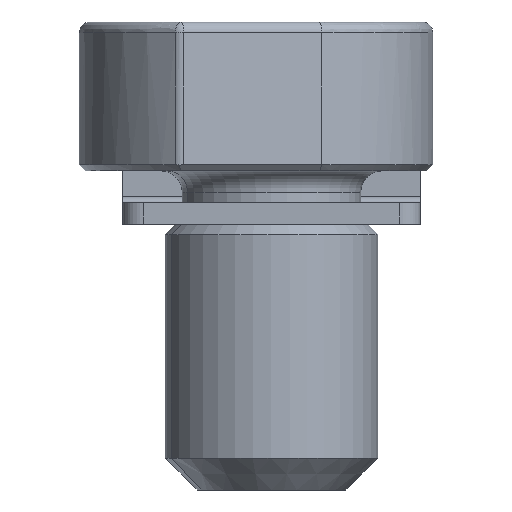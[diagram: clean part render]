
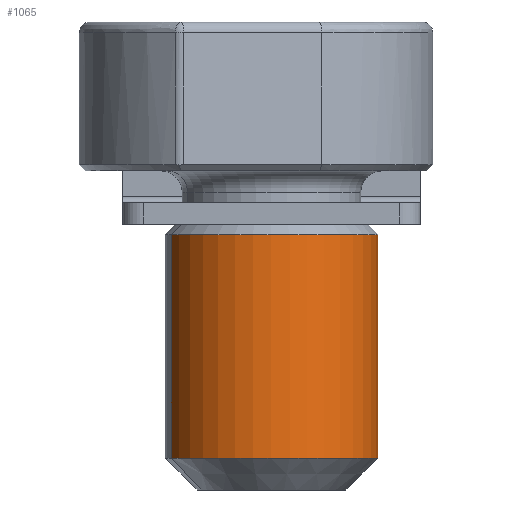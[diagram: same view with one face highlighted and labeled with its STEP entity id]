
A CAD part, left-side view. The second image highlights one B-rep face of the part: STEP entity #1065.
In plain terms, the highlighted cylindrical face has radius 5 mm (diameter 10 mm), a partial arc.
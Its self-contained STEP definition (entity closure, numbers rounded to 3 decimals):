
#3 = DIRECTION ( 'NONE',  ( 1., 0., 0. ) ) ;
#30 = ORIENTED_EDGE ( 'NONE', *, *, #1204, .F. ) ;
#238 = FACE_OUTER_BOUND ( 'NONE', #2165, .T. ) ;
#319 = EDGE_CURVE ( 'NONE', #1017, #2567, #680, .T. ) ;
#449 = DIRECTION ( 'NONE',  ( 0., 0., 1. ) ) ;
#485 = CARTESIAN_POINT ( 'NONE',  ( 0., 0., -15. ) ) ;
#680 = LINE ( 'NONE', #1609, #833 ) ;
#820 = EDGE_CURVE ( 'NONE', #1017, #824, #2494, .T. ) ;
#824 = VERTEX_POINT ( 'NONE', #1770 ) ;
#833 = VECTOR ( 'NONE', #449, 1000. ) ;
#858 = DIRECTION ( 'NONE',  ( 0., 0., 1. ) ) ;
#894 = AXIS2_PLACEMENT_3D ( 'NONE', #2763, #2528, #3 ) ;
#1017 = VERTEX_POINT ( 'NONE', #1664 ) ;
#1065 = ADVANCED_FACE ( 'NONE', ( #238 ), #2540, .T. ) ;
#1069 = CARTESIAN_POINT ( 'NONE',  ( 0., 0., -13.5 ) ) ;
#1095 = VECTOR ( 'NONE', #2534, 1000. ) ;
#1157 = DIRECTION ( 'NONE',  ( 1., 0., 0. ) ) ;
#1204 = EDGE_CURVE ( 'NONE', #2567, #2157, #2498, .T. ) ;
#1256 = ORIENTED_EDGE ( 'NONE', *, *, #2977, .T. ) ;
#1418 = CARTESIAN_POINT ( 'NONE',  ( -5., 0., -3. ) ) ;
#1494 = ORIENTED_EDGE ( 'NONE', *, *, #820, .T. ) ;
#1521 = AXIS2_PLACEMENT_3D ( 'NONE', #1069, #858, #2953 ) ;
#1556 = CARTESIAN_POINT ( 'NONE',  ( 5., 0., -3. ) ) ;
#1608 = DIRECTION ( 'NONE',  ( 0., 0., 1. ) ) ;
#1609 = CARTESIAN_POINT ( 'NONE',  ( 5., 0., -15. ) ) ;
#1629 = AXIS2_PLACEMENT_3D ( 'NONE', #485, #1608, #1157 ) ;
#1664 = CARTESIAN_POINT ( 'NONE',  ( 5., 0., -13.5 ) ) ;
#1770 = CARTESIAN_POINT ( 'NONE',  ( -5., 0., -13.5 ) ) ;
#1817 = ORIENTED_EDGE ( 'NONE', *, *, #319, .F. ) ;
#1870 = CARTESIAN_POINT ( 'NONE',  ( -5., 0., -15. ) ) ;
#2157 = VERTEX_POINT ( 'NONE', #1418 ) ;
#2165 = EDGE_LOOP ( 'NONE', ( #1494, #1256, #30, #1817 ) ) ;
#2494 = CIRCLE ( 'NONE', #1521, 5. ) ;
#2498 = CIRCLE ( 'NONE', #894, 5. ) ;
#2528 = DIRECTION ( 'NONE',  ( 0., 0., 1. ) ) ;
#2534 = DIRECTION ( 'NONE',  ( 0., 0., 1. ) ) ;
#2540 = CYLINDRICAL_SURFACE ( 'NONE', #1629, 5. ) ;
#2567 = VERTEX_POINT ( 'NONE', #1556 ) ;
#2763 = CARTESIAN_POINT ( 'NONE',  ( 0., 0., -3. ) ) ;
#2776 = LINE ( 'NONE', #1870, #1095 ) ;
#2953 = DIRECTION ( 'NONE',  ( 1., 0., 0. ) ) ;
#2977 = EDGE_CURVE ( 'NONE', #824, #2157, #2776, .T. ) ;
